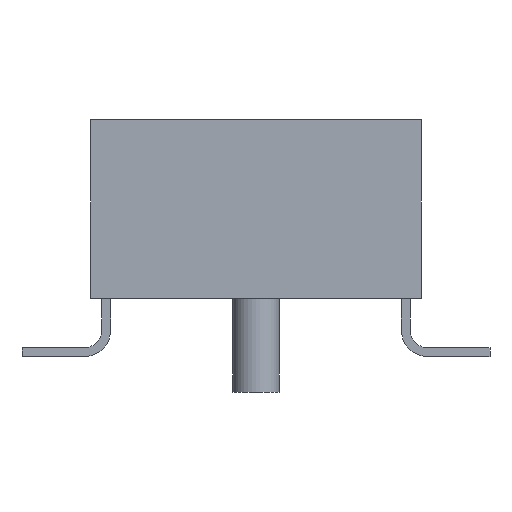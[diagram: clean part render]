
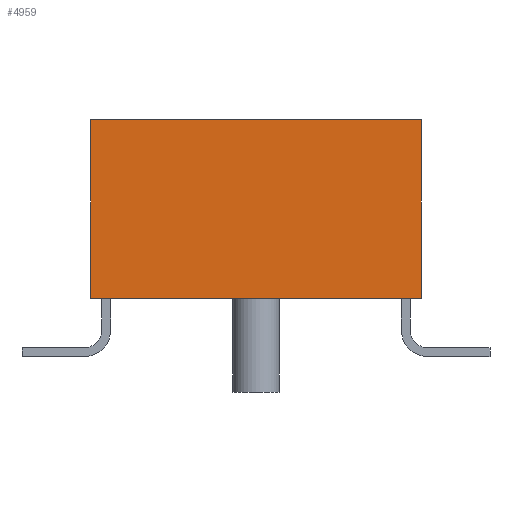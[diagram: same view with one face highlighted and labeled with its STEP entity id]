
A CAD part, left-side view. The second image highlights one B-rep face of the part: STEP entity #4959.
In plain terms, the highlighted planar face has unit normal (-1, 0, 0).
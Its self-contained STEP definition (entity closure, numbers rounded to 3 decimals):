
#4555=CARTESIAN_POINT('',(-2.756,-1.524,0.538));
#4554=VERTEX_POINT('',#4555);
#4573=CARTESIAN_POINT('',(-2.756,-1.524,2.184));
#4572=VERTEX_POINT('',#4573);
#4581=EDGE_CURVE('',#4554,#4572,#4586,.T.);
#4586=LINE('',#4555,#4588);
#4588=VECTOR('',#4589,1.646);
#4589=DIRECTION('',(0.0,0.0,1.0));
#4602=CARTESIAN_POINT('',(-2.756,1.524,0.538));
#4601=VERTEX_POINT('',#4602);
#4612=CARTESIAN_POINT('',(-2.756,1.524,2.184));
#4611=VERTEX_POINT('',#4612);
#4610=EDGE_CURVE('',#4611,#4601,#4615,.T.);
#4615=LINE('',#4612,#4617);
#4617=VECTOR('',#4618,1.646);
#4618=DIRECTION('',(0.0,0.0,-1.0));
#4681=EDGE_CURVE('',#4572,#4611,#4686,.T.);
#4686=LINE('',#4573,#4688);
#4688=VECTOR('',#4689,3.048);
#4689=DIRECTION('',(0.0,1.0,0.0));
#4796=EDGE_CURVE('',#4601,#4554,#4801,.T.);
#4801=LINE('',#4602,#4803);
#4803=VECTOR('',#4804,3.048);
#4804=DIRECTION('',(0.0,-1.0,0.0));
#4959=ADVANCED_FACE('',(#4965),#4960,.T.);
#4960=PLANE('',#4961);
#4961=AXIS2_PLACEMENT_3D('',#4962,#4963,#4964);
#4962=CARTESIAN_POINT('',(-2.756,-1.524,2.184));
#4963=DIRECTION('',(-1.0,0.0,0.0));
#4964=DIRECTION('',(0.,0.,1.));
#4965=FACE_OUTER_BOUND('',#4966,.T.);
#4966=EDGE_LOOP('',(#4967,#4977,#4987,#4997));
#4967=ORIENTED_EDGE('',*,*,#4681,.T.);
#4977=ORIENTED_EDGE('',*,*,#4610,.T.);
#4987=ORIENTED_EDGE('',*,*,#4796,.T.);
#4997=ORIENTED_EDGE('',*,*,#4581,.T.);
